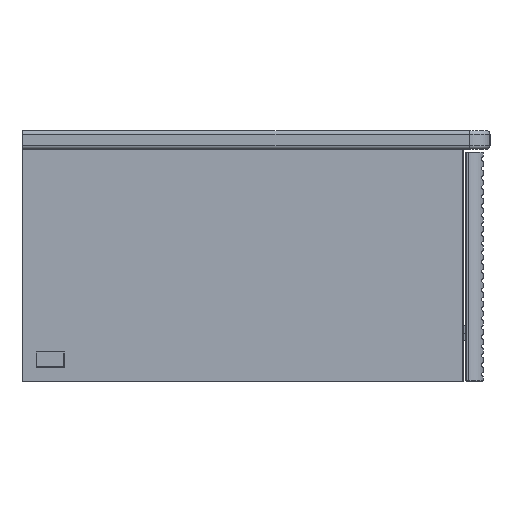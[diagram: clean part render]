
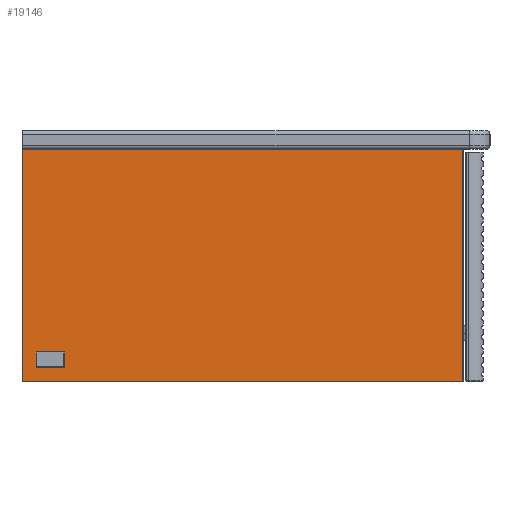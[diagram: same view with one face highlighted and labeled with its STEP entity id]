
A CAD part, left-side view. The second image highlights one B-rep face of the part: STEP entity #19146.
In plain terms, the highlighted planar face has unit normal (-1, 0, 0).
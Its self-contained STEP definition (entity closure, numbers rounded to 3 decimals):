
#18995=CARTESIAN_POINT('',(8033.423,-520.606,170.0));
#18996=VERTEX_POINT('',#18995);
#19003=CARTESIAN_POINT('',(8033.423,-520.606,-78.0));
#19004=VERTEX_POINT('',#19003);
#19005=CARTESIAN_POINT('',(8033.423,-520.606,170.0));
#19006=DIRECTION('',(0.0,0.0,-1.0));
#19007=VECTOR('',#19006,248.0);
#19008=LINE('',#19005,#19007);
#19009=EDGE_CURVE('',#18996,#19004,#19008,.T.);
#19065=CARTESIAN_POINT('',(8033.423,-49.606,-78.0));
#19066=VERTEX_POINT('',#19065);
#19067=CARTESIAN_POINT('',(8033.423,-49.606,-78.0));
#19068=DIRECTION('',(0.0,-1.0,0.0));
#19069=VECTOR('',#19068,471.);
#19070=LINE('',#19067,#19069);
#19071=EDGE_CURVE('',#19066,#19004,#19070,.T.);
#19123=CARTESIAN_POINT('',(8033.423,-285.106,-78.001));
#19124=DIRECTION('',(-1.0,0.0,0.0));
#19125=DIRECTION('',(0.0,0.0,1.0));
#19126=AXIS2_PLACEMENT_3D('',#19123,#19124,#19125);
#19127=PLANE('',#19126);
#19128=ORIENTED_EDGE('',*,*,#19009,.F.);
#19129=CARTESIAN_POINT('',(8033.423,-49.606,170.0));
#19130=VERTEX_POINT('',#19129);
#19131=CARTESIAN_POINT('',(8033.423,-49.606,170.0));
#19132=DIRECTION('',(0.0,-1.0,0.0));
#19133=VECTOR('',#19132,471.);
#19134=LINE('',#19131,#19133);
#19135=EDGE_CURVE('',#19130,#18996,#19134,.T.);
#19136=ORIENTED_EDGE('',*,*,#19135,.F.);
#19137=CARTESIAN_POINT('',(8033.423,-49.606,-78.0));
#19138=DIRECTION('',(0.0,0.0,1.0));
#19139=VECTOR('',#19138,248.0);
#19140=LINE('',#19137,#19139);
#19141=EDGE_CURVE('',#19066,#19130,#19140,.T.);
#19142=ORIENTED_EDGE('',*,*,#19141,.F.);
#19143=ORIENTED_EDGE('',*,*,#19071,.T.);
#19144=EDGE_LOOP('',(#19128,#19136,#19142,#19143));
#19145=FACE_OUTER_BOUND('',#19144,.T.);
#19146=ADVANCED_FACE('',(#19145),#19127,.T.);
